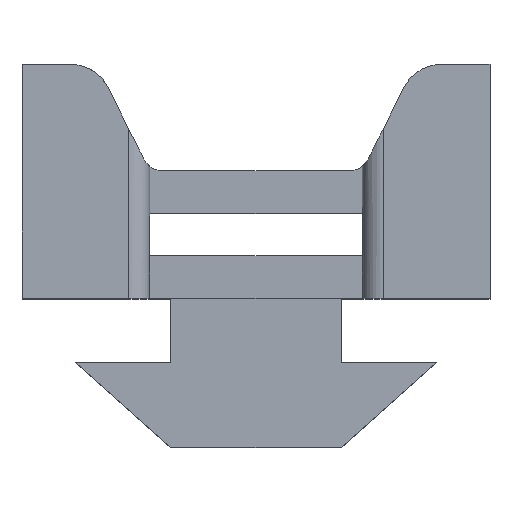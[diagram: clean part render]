
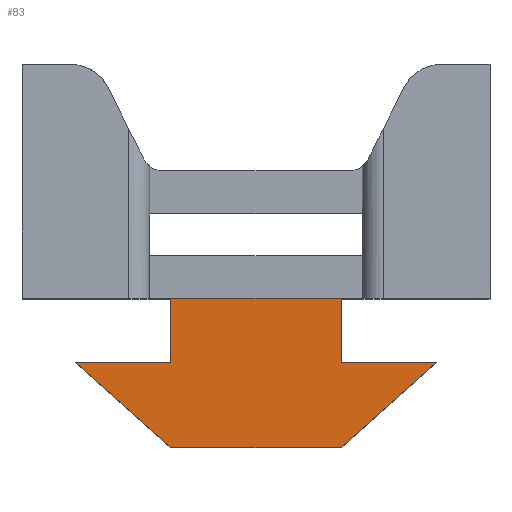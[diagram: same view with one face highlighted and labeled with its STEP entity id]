
A CAD part, top view. The second image highlights one B-rep face of the part: STEP entity #83.
In plain terms, the highlighted planar face has unit normal (0, 0, 1).
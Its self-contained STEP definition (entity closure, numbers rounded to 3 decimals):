
#83 = ADVANCED_FACE( '', ( #165 ), #166, .T. );
#165 = FACE_OUTER_BOUND( '', #312, .T. );
#166 = PLANE( '', #313 );
#312 = EDGE_LOOP( '', ( #503, #504, #505, #506, #507, #508, #509, #510 ) );
#313 = AXIS2_PLACEMENT_3D( '', #511, #512, #513 );
#503 = ORIENTED_EDGE( '', *, *, #1091, .T. );
#504 = ORIENTED_EDGE( '', *, *, #1072, .T. );
#505 = ORIENTED_EDGE( '', *, *, #1076, .T. );
#506 = ORIENTED_EDGE( '', *, *, #1079, .T. );
#507 = ORIENTED_EDGE( '', *, *, #1082, .T. );
#508 = ORIENTED_EDGE( '', *, *, #1093, .F. );
#509 = ORIENTED_EDGE( '', *, *, #1085, .T. );
#510 = ORIENTED_EDGE( '', *, *, #1089, .T. );
#511 = CARTESIAN_POINT( '', ( 0., 0., 3. ) );
#512 = DIRECTION( '', ( 0., 0., 1. ) );
#513 = DIRECTION( '', ( 1., 0., 0. ) );
#1072 = EDGE_CURVE( '', #1279, #1277, #1280, .T. );
#1076 = EDGE_CURVE( '', #1277, #1284, #1286, .T. );
#1079 = EDGE_CURVE( '', #1284, #1289, #1291, .T. );
#1082 = EDGE_CURVE( '', #1289, #1294, #1296, .T. );
#1085 = EDGE_CURVE( '', #1302, #1300, #1303, .T. );
#1089 = EDGE_CURVE( '', #1300, #1307, #1309, .T. );
#1091 = EDGE_CURVE( '', #1307, #1279, #1311, .T. );
#1093 = EDGE_CURVE( '', #1302, #1294, #1313, .T. );
#1277 = VERTEX_POINT( '', #1610 );
#1279 = VERTEX_POINT( '', #1613 );
#1280 = LINE( '', #1614, #1615 );
#1284 = VERTEX_POINT( '', #1621 );
#1286 = LINE( '', #1624, #1625 );
#1289 = VERTEX_POINT( '', #1629 );
#1291 = LINE( '', #1632, #1633 );
#1294 = VERTEX_POINT( '', #1637 );
#1296 = LINE( '', #1640, #1641 );
#1300 = VERTEX_POINT( '', #1646 );
#1302 = VERTEX_POINT( '', #1649 );
#1303 = LINE( '', #1650, #1651 );
#1307 = VERTEX_POINT( '', #1657 );
#1309 = LINE( '', #1660, #1661 );
#1311 = LINE( '', #1664, #1665 );
#1313 = LINE( '', #1668, #1669 );
#1610 = CARTESIAN_POINT( '', ( 4., -7., 3. ) );
#1613 = CARTESIAN_POINT( '', ( -4., -7., 3. ) );
#1614 = CARTESIAN_POINT( '', ( -4., -7., 3. ) );
#1615 = VECTOR( '', #2184, 1. );
#1621 = CARTESIAN_POINT( '', ( 8.5, -3., 3. ) );
#1624 = CARTESIAN_POINT( '', ( 4., -7., 3. ) );
#1625 = VECTOR( '', #2188, 1. );
#1629 = CARTESIAN_POINT( '', ( 4., -3., 3. ) );
#1632 = CARTESIAN_POINT( '', ( 8.5, -3., 3. ) );
#1633 = VECTOR( '', #2191, 1. );
#1637 = CARTESIAN_POINT( '', ( 4., 0., 3. ) );
#1640 = CARTESIAN_POINT( '', ( 4., -3., 3. ) );
#1641 = VECTOR( '', #2194, 1. );
#1646 = CARTESIAN_POINT( '', ( -4., -3., 3. ) );
#1649 = CARTESIAN_POINT( '', ( -4., 0., 3. ) );
#1650 = CARTESIAN_POINT( '', ( -4., 0., 3. ) );
#1651 = VECTOR( '', #2197, 1. );
#1657 = CARTESIAN_POINT( '', ( -8.5, -3., 3. ) );
#1660 = CARTESIAN_POINT( '', ( -4., -3., 3. ) );
#1661 = VECTOR( '', #2201, 1. );
#1664 = CARTESIAN_POINT( '', ( -8.5, -3., 3. ) );
#1665 = VECTOR( '', #2203, 1. );
#1668 = CARTESIAN_POINT( '', ( -5.5, 0., 3. ) );
#1669 = VECTOR( '', #2205, 1. );
#2184 = DIRECTION( '', ( 1., 0., 0. ) );
#2188 = DIRECTION( '', ( 0.747, 0.664, 0. ) );
#2191 = DIRECTION( '', ( -1., 0., 0. ) );
#2194 = DIRECTION( '', ( 0., 1., 0. ) );
#2197 = DIRECTION( '', ( 0., -1., 0. ) );
#2201 = DIRECTION( '', ( -1., 0., 0. ) );
#2203 = DIRECTION( '', ( 0.747, -0.664, 0. ) );
#2205 = DIRECTION( '', ( 1., 0., 0. ) );
